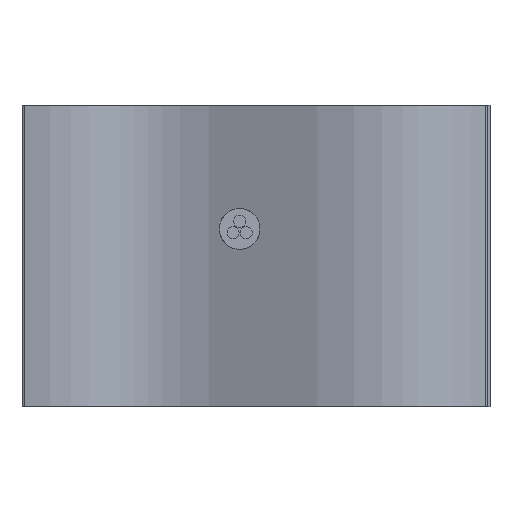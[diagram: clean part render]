
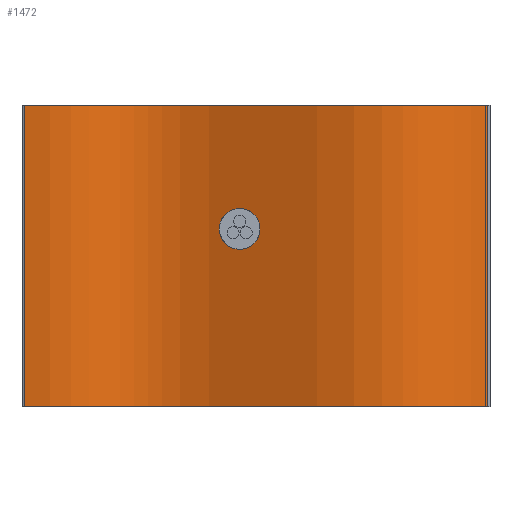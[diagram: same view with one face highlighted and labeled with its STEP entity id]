
A CAD part, front view. The second image highlights one B-rep face of the part: STEP entity #1472.
In plain terms, the highlighted free-form (B-spline) face has degree [3, 1] with [4, 2] control points.
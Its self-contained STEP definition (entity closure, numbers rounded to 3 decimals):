
#180 = EDGE_CURVE ( 'NONE', #3293, #3950, #2601, .T. ) ;
#307 = EDGE_LOOP ( 'NONE', ( #1249, #1139, #3626, #1471 ) ) ;
#427 = CARTESIAN_POINT ( 'NONE',  ( 6.104, -102.801, 10. ) ) ;
#497 = B_SPLINE_CURVE_WITH_KNOTS ( 'NONE', 3,
 ( #1468, #512, #4155, #1252 ),
 .UNSPECIFIED., .F., .F.,
 ( 4, 4 ),
 ( 0., 1. ),
 .UNSPECIFIED. ) ;
#512 = CARTESIAN_POINT ( 'NONE',  ( -5.313, -78.862, 10. ) ) ;
#774 = FACE_OUTER_BOUND ( 'NONE', #307, .T. ) ;
#796 = CARTESIAN_POINT ( 'NONE',  ( -14.278, -95.873, 10. ) ) ;
#871 = CARTESIAN_POINT ( 'NONE',  ( 6.104, -102.801, -10. ) ) ;
#943 = CARTESIAN_POINT ( 'NONE',  ( 16.485, -91.478, -10. ) ) ;
#949 = DIRECTION ( 'NONE',  ( 0., 0., 1. ) ) ;
#972 = LINE ( 'NONE', #3599, #2783 ) ;
#1034 = CARTESIAN_POINT ( 'NONE',  ( 6.104, -102.801, -10. ) ) ;
#1139 = ORIENTED_EDGE ( 'NONE', *, *, #180, .F. ) ;
#1249 = ORIENTED_EDGE ( 'NONE', *, *, #2563, .F. ) ;
#1252 = CARTESIAN_POINT ( 'NONE',  ( 16.485, -91.478, 10. ) ) ;
#1288 = DIRECTION ( 'NONE',  ( 0., 0., 1. ) ) ;
#1380 = EDGE_CURVE ( 'NONE', #1666, #4101, #972, .T. ) ;
#1468 = CARTESIAN_POINT ( 'NONE',  ( -14.278, -95.873, 10. ) ) ;
#1471 = ORIENTED_EDGE ( 'NONE', *, *, #1380, .T. ) ;
#1472 = ADVANCED_FACE ( 'NONE', ( #774 ), #2452, .T. ) ;
#1517 = B_SPLINE_CURVE_WITH_KNOTS ( 'NONE', 3,
 ( #2556, #3892, #871, #2818 ),
 .UNSPECIFIED., .F., .F.,
 ( 4, 4 ),
 ( 0., 1. ),
 .UNSPECIFIED. ) ;
#1611 = CARTESIAN_POINT ( 'NONE',  ( -14.278, -95.873, -10. ) ) ;
#1666 = VERTEX_POINT ( 'NONE', #943 ) ;
#1686 = CARTESIAN_POINT ( 'NONE',  ( -14.278, -95.873, 10. ) ) ;
#1841 = CARTESIAN_POINT ( 'NONE',  ( 16.485, -91.478, 10. ) ) ;
#2081 = CARTESIAN_POINT ( 'NONE',  ( -14.278, -95.873, -10. ) ) ;
#2336 = CARTESIAN_POINT ( 'NONE',  ( -5.313, -78.862, 10. ) ) ;
#2452 = B_SPLINE_SURFACE_WITH_KNOTS ( 'NONE', 3, 1, ( 
 ( #2744, #1686 ),
 ( #3008, #2336 ),
 ( #1034, #427 ),
 ( #3420, #3664 ) ),
 .UNSPECIFIED., .F., .F., .F.,
 ( 4, 4 ),
 ( 2, 2 ),
 ( 0., 1. ),
 ( 0., 1. ),
 .UNSPECIFIED. ) ;
#2556 = CARTESIAN_POINT ( 'NONE',  ( -14.278, -95.873, -10. ) ) ;
#2563 = EDGE_CURVE ( 'NONE', #3950, #4101, #497, .T. ) ;
#2601 = LINE ( 'NONE', #1611, #2909 ) ;
#2744 = CARTESIAN_POINT ( 'NONE',  ( -14.278, -95.873, -10. ) ) ;
#2783 = VECTOR ( 'NONE', #949, 1000. ) ;
#2818 = CARTESIAN_POINT ( 'NONE',  ( 16.485, -91.478, -10. ) ) ;
#2909 = VECTOR ( 'NONE', #1288, 1000. ) ;
#3008 = CARTESIAN_POINT ( 'NONE',  ( -5.313, -78.862, -10. ) ) ;
#3293 = VERTEX_POINT ( 'NONE', #2081 ) ;
#3420 = CARTESIAN_POINT ( 'NONE',  ( 16.485, -91.478, -10. ) ) ;
#3599 = CARTESIAN_POINT ( 'NONE',  ( 16.485, -91.478, -10. ) ) ;
#3626 = ORIENTED_EDGE ( 'NONE', *, *, #4135, .T. ) ;
#3664 = CARTESIAN_POINT ( 'NONE',  ( 16.485, -91.478, 10. ) ) ;
#3892 = CARTESIAN_POINT ( 'NONE',  ( -5.313, -78.862, -10. ) ) ;
#3950 = VERTEX_POINT ( 'NONE', #796 ) ;
#4101 = VERTEX_POINT ( 'NONE', #1841 ) ;
#4135 = EDGE_CURVE ( 'NONE', #3293, #1666, #1517, .T. ) ;
#4155 = CARTESIAN_POINT ( 'NONE',  ( 6.104, -102.801, 10. ) ) ;
